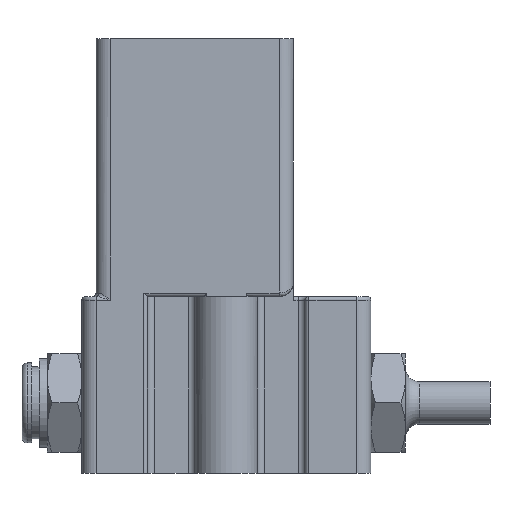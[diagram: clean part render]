
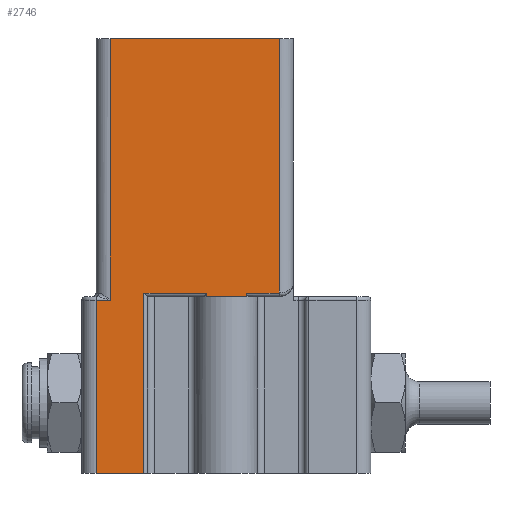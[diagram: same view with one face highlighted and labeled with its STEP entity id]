
A CAD part, front view. The second image highlights one B-rep face of the part: STEP entity #2746.
In plain terms, the highlighted planar face has unit normal (0, -1, 0).
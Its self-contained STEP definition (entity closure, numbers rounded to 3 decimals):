
#226=PLANE('',#3046);
#374=FACE_OUTER_BOUND('',#556,.T.);
#556=EDGE_LOOP('',(#2349,#2350,#2351,#2352,#2353,#2354,#2355,#2356,#2357,
#2358,#2359,#2360));
#845=LINE('',#10377,#999);
#846=LINE('',#10382,#1000);
#885=LINE('',#10591,#1039);
#890=LINE('',#10601,#1044);
#894=LINE('',#10609,#1048);
#895=LINE('',#10611,#1049);
#896=LINE('',#10613,#1050);
#897=LINE('',#10615,#1051);
#898=LINE('',#10617,#1052);
#899=LINE('',#10619,#1053);
#900=LINE('',#10621,#1054);
#901=LINE('',#10622,#1055);
#999=VECTOR('',#3489,10.);
#1000=VECTOR('',#3496,10.);
#1039=VECTOR('',#3677,10.);
#1044=VECTOR('',#3688,10.);
#1048=VECTOR('',#3696,10.);
#1049=VECTOR('',#3697,10.);
#1050=VECTOR('',#3698,10.);
#1051=VECTOR('',#3699,10.);
#1052=VECTOR('',#3700,10.);
#1053=VECTOR('',#3701,10.);
#1054=VECTOR('',#3702,10.);
#1055=VECTOR('',#3703,10.);
#1228=VERTEX_POINT('',#10273);
#1239=VERTEX_POINT('',#10376);
#1240=VERTEX_POINT('',#10380);
#1291=VERTEX_POINT('',#10583);
#1293=VERTEX_POINT('',#10589);
#1297=VERTEX_POINT('',#10608);
#1298=VERTEX_POINT('',#10610);
#1299=VERTEX_POINT('',#10612);
#1300=VERTEX_POINT('',#10614);
#1301=VERTEX_POINT('',#10616);
#1302=VERTEX_POINT('',#10618);
#1303=VERTEX_POINT('',#10620);
#1573=EDGE_CURVE('',#1228,#1239,#845,.T.);
#1576=EDGE_CURVE('',#1240,#1228,#846,.T.);
#1658=EDGE_CURVE('',#1293,#1291,#885,.T.);
#1664=EDGE_CURVE('',#1239,#1293,#890,.T.);
#1668=EDGE_CURVE('',#1297,#1240,#894,.T.);
#1669=EDGE_CURVE('',#1298,#1297,#895,.T.);
#1670=EDGE_CURVE('',#1299,#1298,#896,.T.);
#1671=EDGE_CURVE('',#1300,#1299,#897,.T.);
#1672=EDGE_CURVE('',#1301,#1300,#898,.T.);
#1673=EDGE_CURVE('',#1302,#1301,#899,.T.);
#1674=EDGE_CURVE('',#1303,#1302,#900,.T.);
#1675=EDGE_CURVE('',#1291,#1303,#901,.T.);
#2349=ORIENTED_EDGE('',*,*,#1576,.F.);
#2350=ORIENTED_EDGE('',*,*,#1668,.F.);
#2351=ORIENTED_EDGE('',*,*,#1669,.F.);
#2352=ORIENTED_EDGE('',*,*,#1670,.F.);
#2353=ORIENTED_EDGE('',*,*,#1671,.F.);
#2354=ORIENTED_EDGE('',*,*,#1672,.F.);
#2355=ORIENTED_EDGE('',*,*,#1673,.F.);
#2356=ORIENTED_EDGE('',*,*,#1674,.F.);
#2357=ORIENTED_EDGE('',*,*,#1675,.F.);
#2358=ORIENTED_EDGE('',*,*,#1658,.F.);
#2359=ORIENTED_EDGE('',*,*,#1664,.F.);
#2360=ORIENTED_EDGE('',*,*,#1573,.F.);
#2746=ADVANCED_FACE('',(#374),#226,.F.);
#3046=AXIS2_PLACEMENT_3D('',#10607,#3694,#3695);
#3489=DIRECTION('',(0.,0.,1.));
#3496=DIRECTION('',(1.,0.,0.));
#3677=DIRECTION('',(0.,0.,-1.));
#3688=DIRECTION('',(1.,0.,0.));
#3694=DIRECTION('center_axis',(0.,1.,0.));
#3695=DIRECTION('ref_axis',(-1.,0.,0.));
#3696=DIRECTION('',(0.,0.,1.));
#3697=DIRECTION('',(-1.,0.,0.));
#3698=DIRECTION('',(0.,0.,-1.));
#3699=DIRECTION('',(-1.,0.,0.));
#3700=DIRECTION('',(0.,0.,1.));
#3701=DIRECTION('',(-1.,0.,0.));
#3702=DIRECTION('',(0.,0.,-1.));
#3703=DIRECTION('',(-1.,0.,0.));
#10273=CARTESIAN_POINT('',(-16.5,-11.5,24.595));
#10376=CARTESIAN_POINT('',(-16.5,-11.5,61.7));
#10377=CARTESIAN_POINT('',(-16.5,-11.5,30.85));
#10380=CARTESIAN_POINT('',(-18.5,-11.5,24.595));
#10382=CARTESIAN_POINT('',(-15.349,-11.5,24.595));
#10583=CARTESIAN_POINT('',(7.506,-11.5,25.6));
#10589=CARTESIAN_POINT('',(7.506,-11.5,61.7));
#10591=CARTESIAN_POINT('',(7.506,-11.5,30.85));
#10601=CARTESIAN_POINT('',(10.25,-11.5,61.7));
#10607=CARTESIAN_POINT('Origin',(-11.197,-11.5,0.));
#10608=CARTESIAN_POINT('',(-18.5,-11.5,0.));
#10609=CARTESIAN_POINT('',(-18.5,-11.5,0.));
#10610=CARTESIAN_POINT('',(-11.697,-11.5,0.));
#10611=CARTESIAN_POINT('',(-5.599,-11.5,0.));
#10612=CARTESIAN_POINT('',(-11.697,-11.5,25.6));
#10613=CARTESIAN_POINT('',(-11.697,-11.5,0.));
#10614=CARTESIAN_POINT('',(-2.828,-11.5,25.6));
#10615=CARTESIAN_POINT('',(-10.724,-11.5,25.6));
#10616=CARTESIAN_POINT('',(-2.828,-11.5,25.095));
#10617=CARTESIAN_POINT('',(-2.828,-11.5,0.));
#10618=CARTESIAN_POINT('',(2.828,-11.5,25.095));
#10619=CARTESIAN_POINT('',(20.5,-11.5,25.095));
#10620=CARTESIAN_POINT('',(2.828,-11.5,25.6));
#10621=CARTESIAN_POINT('',(2.828,-11.5,0.));
#10622=CARTESIAN_POINT('',(-0.474,-11.5,25.6));
